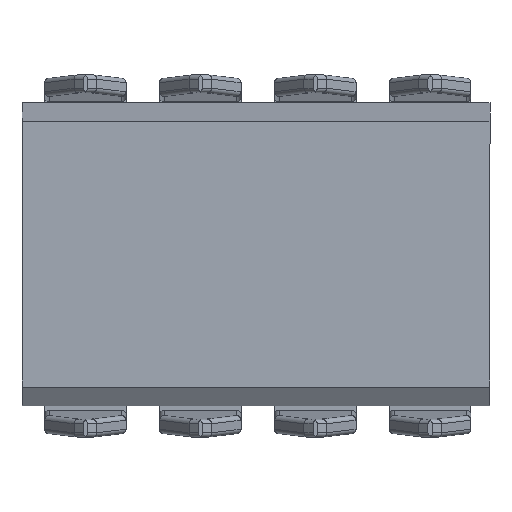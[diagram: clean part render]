
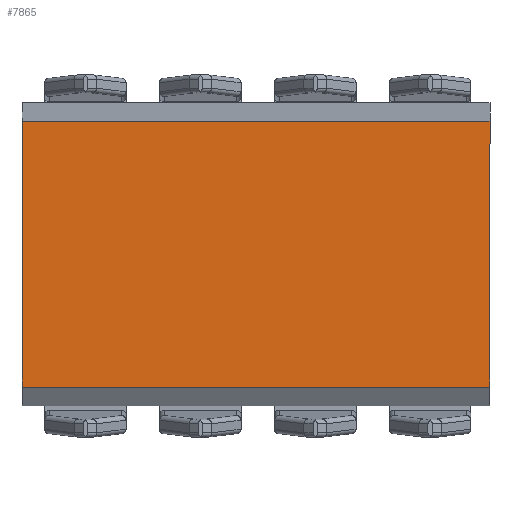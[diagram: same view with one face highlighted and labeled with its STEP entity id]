
A CAD part, front view. The second image highlights one B-rep face of the part: STEP entity #7865.
In plain terms, the highlighted planar face has unit normal (0, -1, 0).
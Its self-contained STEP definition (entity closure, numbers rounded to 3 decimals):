
#83 = PLANE ( 'NONE',  #3742 ) ;
#1850 = DIRECTION ( 'NONE',  ( -1., 0., 0. ) ) ;
#2069 = CARTESIAN_POINT ( 'NONE',  ( 7.67, -2.05, 2.933 ) ) ;
#2129 = EDGE_LOOP ( 'NONE', ( #8528, #12015, #3263, #8802 ) ) ;
#2718 = DIRECTION ( 'NONE',  ( 0., 0., 1. ) ) ;
#3263 = ORIENTED_EDGE ( 'NONE', *, *, #17007, .T. ) ;
#3472 = LINE ( 'NONE', #11889, #6867 ) ;
#3742 = AXIS2_PLACEMENT_3D ( 'NONE', #15874, #17331, #8763 ) ;
#4975 = DIRECTION ( 'NONE',  ( -1., 0., 0. ) ) ;
#5370 = VECTOR ( 'NONE', #2718, 1000. ) ;
#6867 = VECTOR ( 'NONE', #1850, 1000. ) ;
#7174 = VECTOR ( 'NONE', #15675, 1000. ) ;
#7865 = ADVANCED_FACE ( 'NONE', ( #17719 ), #83, .T. ) ;
#8089 = CARTESIAN_POINT ( 'NONE',  ( -2.67, -2.05, 2.933 ) ) ;
#8528 = ORIENTED_EDGE ( 'NONE', *, *, #14324, .F. ) ;
#8763 = DIRECTION ( 'NONE',  ( 0., 0., -1. ) ) ;
#8802 = ORIENTED_EDGE ( 'NONE', *, *, #11523, .T. ) ;
#10017 = CARTESIAN_POINT ( 'NONE',  ( 7.67, -2.05, -2.936 ) ) ;
#10924 = LINE ( 'NONE', #11354, #7174 ) ;
#11354 = CARTESIAN_POINT ( 'NONE',  ( -2.67, -2.05, -2.936 ) ) ;
#11523 = EDGE_CURVE ( 'NONE', #11636, #16339, #16081, .T. ) ;
#11636 = VERTEX_POINT ( 'NONE', #12334 ) ;
#11889 = CARTESIAN_POINT ( 'NONE',  ( 7.67, -2.05, -2.936 ) ) ;
#12015 = ORIENTED_EDGE ( 'NONE', *, *, #16143, .F. ) ;
#12334 = CARTESIAN_POINT ( 'NONE',  ( 7.67, -2.05, 2.933 ) ) ;
#14324 = EDGE_CURVE ( 'NONE', #17554, #16339, #10924, .T. ) ;
#15174 = VECTOR ( 'NONE', #4975, 1000. ) ;
#15441 = CARTESIAN_POINT ( 'NONE',  ( -2.67, -2.05, -2.936 ) ) ;
#15675 = DIRECTION ( 'NONE',  ( 0., 0., 1. ) ) ;
#15874 = CARTESIAN_POINT ( 'NONE',  ( 7.67, -2.05, -2.936 ) ) ;
#15922 = VERTEX_POINT ( 'NONE', #10017 ) ;
#16081 = LINE ( 'NONE', #2069, #15174 ) ;
#16143 = EDGE_CURVE ( 'NONE', #15922, #17554, #3472, .T. ) ;
#16339 = VERTEX_POINT ( 'NONE', #8089 ) ;
#16750 = LINE ( 'NONE', #16981, #5370 ) ;
#16981 = CARTESIAN_POINT ( 'NONE',  ( 7.67, -2.05, -2.936 ) ) ;
#17007 = EDGE_CURVE ( 'NONE', #15922, #11636, #16750, .T. ) ;
#17331 = DIRECTION ( 'NONE',  ( 0., -1., 0. ) ) ;
#17554 = VERTEX_POINT ( 'NONE', #15441 ) ;
#17719 = FACE_OUTER_BOUND ( 'NONE', #2129, .T. ) ;
